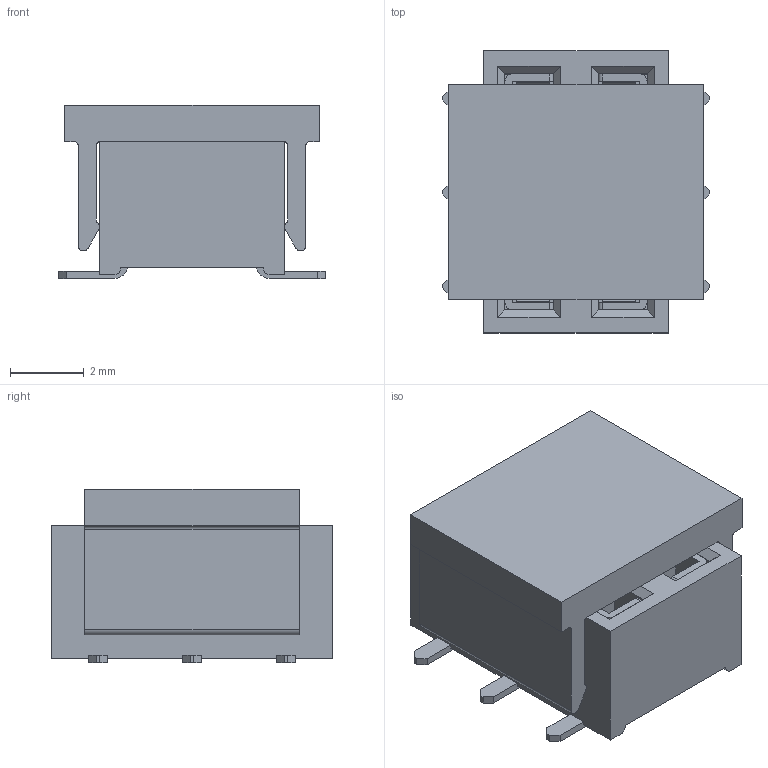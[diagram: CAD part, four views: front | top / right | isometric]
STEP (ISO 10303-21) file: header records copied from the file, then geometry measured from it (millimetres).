
FILE_DESCRIPTION(/* description */ ('Unknown'),/* implementation_level */ '2;1');
FILE_NAME(/* name */ 'J_Wurth_WR-PHD_610306243021',/* time_stamp */ '2025-04-21T11:27:19+08:00',/* author */ ('Unknown'),/* organization */ ('Unknown'),/* preprocessor_version */ 'ST-DEVELOPER v19.4',/* originating_system */ 'Solid Edge',/* authorisation */ 'Unknown');
FILE_SCHEMA (('AUTOMOTIVE_DESIGN {1 0 10303 214 3 1 1}'));
Length unit declared in the file: millimetre
Products named in the file (2): J_Wurth_WR-PHD_610306243021
Assembly tree (1 placements, depth 2):
  J_Wurth_WR-PHD_610306243021
    J_Wurth_WR-PHD_610306243021
Bounding box: 7.2 x 7.62 x 4.68 mm (x, y, z)
Volume: 166 mm3; surface area: 582.1 mm2
Topology: 8 solids, 8 shells, 560 faces, 1518 edges, 968 vertices
Faces by surface type: plane 406, cylinder 154
Entity records: 17498 total; most frequent: CARTESIAN_POINT 3048, ORIENTED_EDGE 3036, DIRECTION 2962, EDGE_CURVE 1518, LINE 1198, VECTOR 1198, VERTEX_POINT 968, AXIS2_PLACEMENT_3D 882
